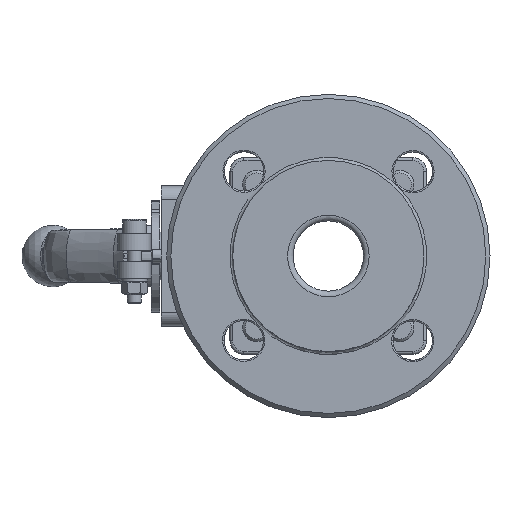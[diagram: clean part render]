
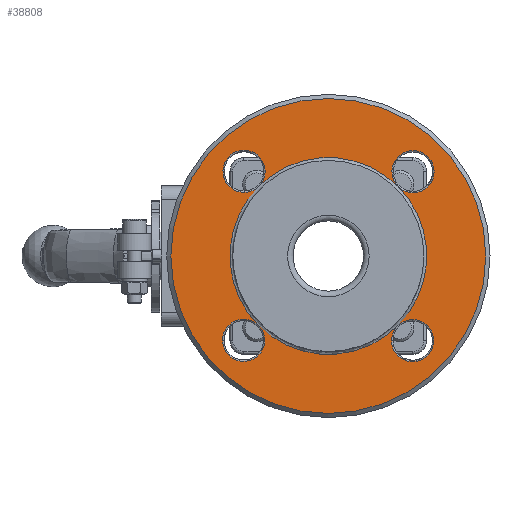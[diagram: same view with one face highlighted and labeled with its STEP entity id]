
A CAD part, left-side view. The second image highlights one B-rep face of the part: STEP entity #38808.
In plain terms, the highlighted planar face has unit normal (-1, 0, 0).
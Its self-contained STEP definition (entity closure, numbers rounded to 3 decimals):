
#378 = CARTESIAN_POINT ( 'NONE',  ( 2., 45., 0. ) ) ;
#503 = CARTESIAN_POINT ( 'NONE',  ( 2., 56., 0. ) ) ;
#1300 = AXIS2_PLACEMENT_3D ( 'NONE', #45518, #41954, #30690 ) ;
#1301 = DIRECTION ( 'NONE',  ( -1., 0., 0. ) ) ;
#1650 = CARTESIAN_POINT ( 'NONE',  ( 2., -30.118, 29.986 ) ) ;
#1767 = AXIS2_PLACEMENT_3D ( 'NONE', #20268, #42653, #16720 ) ;
#2295 = EDGE_LOOP ( 'NONE', ( #37628, #25942, #14717, #24252, #29332, #10487, #43231, #33964 ) ) ;
#2949 = AXIS2_PLACEMENT_3D ( 'NONE', #6461, #35258, #40188 ) ;
#3925 = FACE_BOUND ( 'NONE', #2295, .T. ) ;
#4221 = EDGE_CURVE ( 'NONE', #36912, #36912, #30715, .T. ) ;
#6461 = CARTESIAN_POINT ( 'NONE',  ( 2., 0., 0. ) ) ;
#7553 = CIRCLE ( 'NONE', #36245, 35. ) ;
#7645 = AXIS2_PLACEMENT_3D ( 'NONE', #1650, #41504, #31157 ) ;
#7862 = EDGE_CURVE ( 'NONE', #18273, #18273, #36710, .T. ) ;
#9260 = DIRECTION ( 'NONE',  ( 1., 0., 0. ) ) ;
#10487 = ORIENTED_EDGE ( 'NONE', *, *, #7862, .T. ) ;
#11710 = CARTESIAN_POINT ( 'NONE',  ( 2., -24.803, 24.695 ) ) ;
#11786 = VERTEX_POINT ( 'NONE', #46333 ) ;
#14204 = DIRECTION ( 'NONE',  ( 0., -1., 0. ) ) ;
#14236 = CIRCLE ( 'NONE', #2949, 56. ) ;
#14558 = CARTESIAN_POINT ( 'NONE',  ( 2., 0., 0. ) ) ;
#14717 = ORIENTED_EDGE ( 'NONE', *, *, #17905, .F. ) ;
#14792 = DIRECTION ( 'NONE',  ( -1., 0., 0. ) ) ;
#15023 = PLANE ( 'NONE',  #35970 ) ;
#15252 = CIRCLE ( 'NONE', #21308, 35. ) ;
#15477 = DIRECTION ( 'NONE',  ( 0., -1., 0. ) ) ;
#16712 = CIRCLE ( 'NONE', #7645, 7.5 ) ;
#16720 = DIRECTION ( 'NONE',  ( 0., 0., 1. ) ) ;
#16811 = DIRECTION ( 'NONE',  ( -1., 0., 0. ) ) ;
#17010 = CIRCLE ( 'NONE', #23033, 35. ) ;
#17043 = DIRECTION ( 'NONE',  ( 0., -1., 0. ) ) ;
#17905 = EDGE_CURVE ( 'NONE', #11786, #36912, #37320, .T. ) ;
#18273 = VERTEX_POINT ( 'NONE', #30283 ) ;
#19702 = DIRECTION ( 'NONE',  ( 0., 0., 1. ) ) ;
#20268 = CARTESIAN_POINT ( 'NONE',  ( 2., 30.118, -29.986 ) ) ;
#21308 = AXIS2_PLACEMENT_3D ( 'NONE', #42509, #16811, #17043 ) ;
#22167 = ORIENTED_EDGE ( 'NONE', *, *, #42761, .F. ) ;
#22783 = CARTESIAN_POINT ( 'NONE',  ( 2., -24.695, -24.803 ) ) ;
#23017 = AXIS2_PLACEMENT_3D ( 'NONE', #14558, #25173, #35801 ) ;
#23018 = CARTESIAN_POINT ( 'NONE',  ( 2., 0., 0. ) ) ;
#23033 = AXIS2_PLACEMENT_3D ( 'NONE', #46549, #28393, #14204 ) ;
#23217 = CARTESIAN_POINT ( 'NONE',  ( 2., 29.986, 30.118 ) ) ;
#23639 = EDGE_CURVE ( 'NONE', #32507, #18273, #17010, .T. ) ;
#24252 = ORIENTED_EDGE ( 'NONE', *, *, #34164, .T. ) ;
#25173 = DIRECTION ( 'NONE',  ( -1., 0., 0. ) ) ;
#25729 = EDGE_CURVE ( 'NONE', #18273, #11786, #7553, .T. ) ;
#25942 = ORIENTED_EDGE ( 'NONE', *, *, #4221, .T. ) ;
#28392 = AXIS2_PLACEMENT_3D ( 'NONE', #23217, #9260, #19702 ) ;
#28393 = DIRECTION ( 'NONE',  ( -1., 0., 0. ) ) ;
#29215 = DIRECTION ( 'NONE',  ( 0., 0., 1. ) ) ;
#29332 = ORIENTED_EDGE ( 'NONE', *, *, #25729, .F. ) ;
#30283 = CARTESIAN_POINT ( 'NONE',  ( 2., 24.695, 24.803 ) ) ;
#30487 = CIRCLE ( 'NONE', #1767, 7.5 ) ;
#30690 = DIRECTION ( 'NONE',  ( 0., 0., 1. ) ) ;
#30715 = CIRCLE ( 'NONE', #1300, 7.5 ) ;
#31157 = DIRECTION ( 'NONE',  ( 0., 0., 1. ) ) ;
#32507 = VERTEX_POINT ( 'NONE', #11710 ) ;
#33964 = ORIENTED_EDGE ( 'NONE', *, *, #45289, .T. ) ;
#34164 = EDGE_CURVE ( 'NONE', #11786, #11786, #30487, .T. ) ;
#35258 = DIRECTION ( 'NONE',  ( 1., 0., 0. ) ) ;
#35801 = DIRECTION ( 'NONE',  ( 0., -1., 0. ) ) ;
#35970 = AXIS2_PLACEMENT_3D ( 'NONE', #378, #14792, #29215 ) ;
#36142 = VERTEX_POINT ( 'NONE', #503 ) ;
#36245 = AXIS2_PLACEMENT_3D ( 'NONE', #23018, #1301, #15477 ) ;
#36493 = FACE_OUTER_BOUND ( 'NONE', #44404, .T. ) ;
#36710 = CIRCLE ( 'NONE', #28392, 7.5 ) ;
#36912 = VERTEX_POINT ( 'NONE', #22783 ) ;
#37320 = CIRCLE ( 'NONE', #23017, 35. ) ;
#37628 = ORIENTED_EDGE ( 'NONE', *, *, #45990, .F. ) ;
#38808 = ADVANCED_FACE ( 'NONE', ( #36493, #3925 ), #15023, .T. ) ;
#40188 = DIRECTION ( 'NONE',  ( 0., 1., 0. ) ) ;
#41504 = DIRECTION ( 'NONE',  ( 1., 0., 0. ) ) ;
#41954 = DIRECTION ( 'NONE',  ( 1., 0., 0. ) ) ;
#42509 = CARTESIAN_POINT ( 'NONE',  ( 2., 0., 0. ) ) ;
#42653 = DIRECTION ( 'NONE',  ( 1., 0., 0. ) ) ;
#42761 = EDGE_CURVE ( 'NONE', #36142, #36142, #14236, .T. ) ;
#43231 = ORIENTED_EDGE ( 'NONE', *, *, #23639, .F. ) ;
#44404 = EDGE_LOOP ( 'NONE', ( #22167 ) ) ;
#45289 = EDGE_CURVE ( 'NONE', #32507, #32507, #16712, .T. ) ;
#45518 = CARTESIAN_POINT ( 'NONE',  ( 2., -29.986, -30.118 ) ) ;
#45990 = EDGE_CURVE ( 'NONE', #36912, #32507, #15252, .T. ) ;
#46333 = CARTESIAN_POINT ( 'NONE',  ( 2., 24.803, -24.695 ) ) ;
#46549 = CARTESIAN_POINT ( 'NONE',  ( 2., 0., 0. ) ) ;
